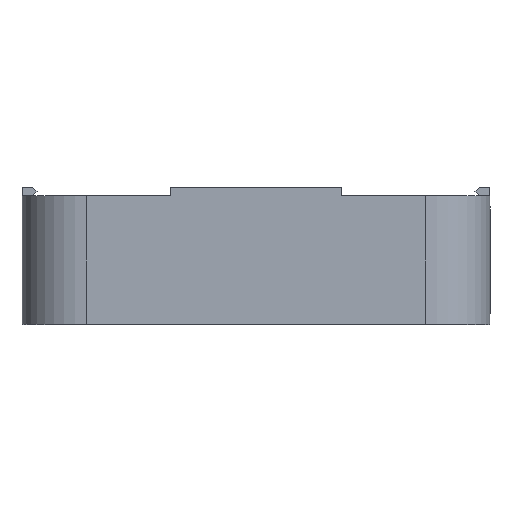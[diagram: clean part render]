
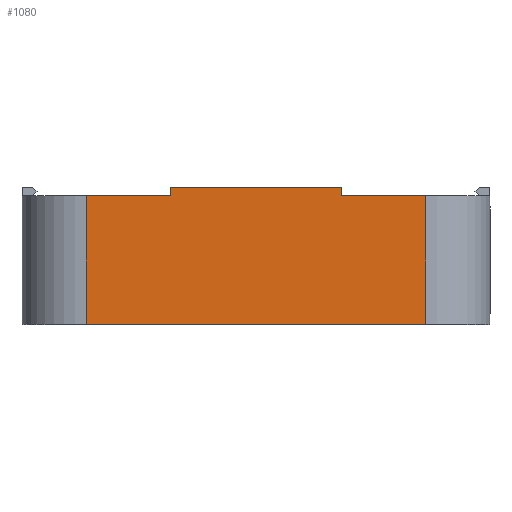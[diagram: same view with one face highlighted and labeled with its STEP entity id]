
A CAD part, top view. The second image highlights one B-rep face of the part: STEP entity #1080.
In plain terms, the highlighted planar face has unit normal (0, 0, 1).
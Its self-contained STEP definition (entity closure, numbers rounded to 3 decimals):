
#33 = CARTESIAN_POINT ( 'NONE',  ( 0., 30., 40. ) ) ;
#46 = EDGE_CURVE ( 'NONE', #926, #2515, #2342, .T. ) ;
#68 = EDGE_CURVE ( 'NONE', #1602, #2515, #2354, .T. ) ;
#127 = EDGE_CURVE ( 'NONE', #490, #2828, #1375, .T. ) ;
#132 = CARTESIAN_POINT ( 'NONE',  ( 20., 0., 40. ) ) ;
#222 = PLANE ( 'NONE',  #1454 ) ;
#250 = EDGE_CURVE ( 'NONE', #2255, #745, #1569, .T. ) ;
#341 = VECTOR ( 'NONE', #2398, 1000. ) ;
#357 = CARTESIAN_POINT ( 'NONE',  ( -20., 32., 40. ) ) ;
#360 = LINE ( 'NONE', #1259, #341 ) ;
#421 = VECTOR ( 'NONE', #429, 1000. ) ;
#429 = DIRECTION ( 'NONE',  ( 1., 0., 0. ) ) ;
#443 = CARTESIAN_POINT ( 'NONE',  ( 0., 5., 40. ) ) ;
#458 = CARTESIAN_POINT ( 'NONE',  ( 0., 30., 40. ) ) ;
#490 = VERTEX_POINT ( 'NONE', #1084 ) ;
#497 = EDGE_LOOP ( 'NONE', ( #1280, #2360, #2079, #809, #912, #846, #1512, #1009 ) ) ;
#610 = EDGE_CURVE ( 'NONE', #926, #490, #678, .T. ) ;
#662 = DIRECTION ( 'NONE',  ( 0., -1., 0. ) ) ;
#670 = CARTESIAN_POINT ( 'NONE',  ( 0., 0., 40. ) ) ;
#678 = LINE ( 'NONE', #458, #2189 ) ;
#745 = VERTEX_POINT ( 'NONE', #1163 ) ;
#809 = ORIENTED_EDGE ( 'NONE', *, *, #46, .T. ) ;
#846 = ORIENTED_EDGE ( 'NONE', *, *, #2696, .F. ) ;
#912 = ORIENTED_EDGE ( 'NONE', *, *, #68, .F. ) ;
#926 = VERTEX_POINT ( 'NONE', #1533 ) ;
#929 = CARTESIAN_POINT ( 'NONE',  ( -39.5, 5., 40. ) ) ;
#997 = VECTOR ( 'NONE', #1622, 1000. ) ;
#1009 = ORIENTED_EDGE ( 'NONE', *, *, #2541, .T. ) ;
#1075 = CARTESIAN_POINT ( 'NONE',  ( 20., 32., 40. ) ) ;
#1080 = ADVANCED_FACE ( 'NONE', ( #2441 ), #222, .F. ) ;
#1084 = CARTESIAN_POINT ( 'NONE',  ( 39.5, 30., 40. ) ) ;
#1163 = CARTESIAN_POINT ( 'NONE',  ( -20., 30., 40. ) ) ;
#1166 = VECTOR ( 'NONE', #1689, 1000. ) ;
#1234 = CARTESIAN_POINT ( 'NONE',  ( -20., 32., 40. ) ) ;
#1256 = DIRECTION ( 'NONE',  ( 1., 0., 0. ) ) ;
#1259 = CARTESIAN_POINT ( 'NONE',  ( -20., 0., 40. ) ) ;
#1280 = ORIENTED_EDGE ( 'NONE', *, *, #2114, .T. ) ;
#1375 = LINE ( 'NONE', #2430, #1584 ) ;
#1454 = AXIS2_PLACEMENT_3D ( 'NONE', #443, #2870, #1766 ) ;
#1460 = VECTOR ( 'NONE', #1763, 1000. ) ;
#1512 = ORIENTED_EDGE ( 'NONE', *, *, #250, .F. ) ;
#1533 = CARTESIAN_POINT ( 'NONE',  ( 20., 30., 40. ) ) ;
#1569 = LINE ( 'NONE', #33, #421 ) ;
#1584 = VECTOR ( 'NONE', #662, 1000. ) ;
#1602 = VERTEX_POINT ( 'NONE', #1234 ) ;
#1622 = DIRECTION ( 'NONE',  ( 0., -1., 0. ) ) ;
#1689 = DIRECTION ( 'NONE',  ( 0., 1., 0. ) ) ;
#1763 = DIRECTION ( 'NONE',  ( 1., 0., 0. ) ) ;
#1766 = DIRECTION ( 'NONE',  ( -1., 0., 0. ) ) ;
#1816 = VECTOR ( 'NONE', #1256, 1000. ) ;
#1842 = LINE ( 'NONE', #929, #997 ) ;
#1932 = CARTESIAN_POINT ( 'NONE',  ( -39.5, 30., 40. ) ) ;
#2073 = CARTESIAN_POINT ( 'NONE',  ( -39.5, 0., 40. ) ) ;
#2079 = ORIENTED_EDGE ( 'NONE', *, *, #610, .F. ) ;
#2114 = EDGE_CURVE ( 'NONE', #2536, #2828, #2437, .T. ) ;
#2189 = VECTOR ( 'NONE', #2646, 1000. ) ;
#2255 = VERTEX_POINT ( 'NONE', #1932 ) ;
#2342 = LINE ( 'NONE', #132, #1166 ) ;
#2354 = LINE ( 'NONE', #357, #1816 ) ;
#2360 = ORIENTED_EDGE ( 'NONE', *, *, #127, .F. ) ;
#2398 = DIRECTION ( 'NONE',  ( 0., 1., 0. ) ) ;
#2430 = CARTESIAN_POINT ( 'NONE',  ( 39.5, 5., 40. ) ) ;
#2437 = LINE ( 'NONE', #670, #1460 ) ;
#2441 = FACE_OUTER_BOUND ( 'NONE', #497, .T. ) ;
#2515 = VERTEX_POINT ( 'NONE', #1075 ) ;
#2536 = VERTEX_POINT ( 'NONE', #2073 ) ;
#2541 = EDGE_CURVE ( 'NONE', #2255, #2536, #1842, .T. ) ;
#2646 = DIRECTION ( 'NONE',  ( 1., 0., 0. ) ) ;
#2696 = EDGE_CURVE ( 'NONE', #745, #1602, #360, .T. ) ;
#2706 = CARTESIAN_POINT ( 'NONE',  ( 39.5, 0., 40. ) ) ;
#2828 = VERTEX_POINT ( 'NONE', #2706 ) ;
#2870 = DIRECTION ( 'NONE',  ( 0., 0., -1. ) ) ;
